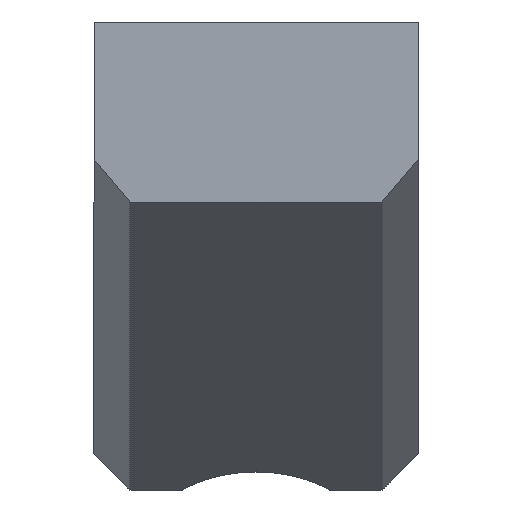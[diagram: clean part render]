
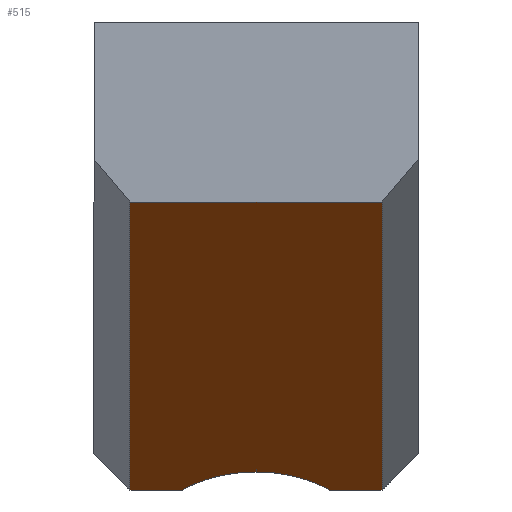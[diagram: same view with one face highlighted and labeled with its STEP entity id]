
A CAD part, left-side view. The second image highlights one B-rep face of the part: STEP entity #515.
In plain terms, the highlighted planar face has unit normal (-0.53, 0, -0.848).
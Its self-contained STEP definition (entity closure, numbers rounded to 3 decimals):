
#7 = VERTEX_POINT ( 'NONE', #1192 ) ;
#15 = CARTESIAN_POINT ( 'NONE',  ( -3., 0., -7.5 ) ) ;
#39 = CARTESIAN_POINT ( 'NONE',  ( -2.72, -1.478, -7.675 ) ) ;
#77 = ORIENTED_EDGE ( 'NONE', *, *, #1212, .F. ) ;
#137 = LINE ( 'NONE', #1060, #1824 ) ;
#154 = PLANE ( 'NONE',  #791 ) ;
#167 = CARTESIAN_POINT ( 'NONE',  ( -3., 0., -7.5 ) ) ;
#224 = CARTESIAN_POINT ( 'NONE',  ( -2.2, -2.04, -8. ) ) ;
#483 = VECTOR ( 'NONE', #1952, 1000. ) ;
#501 = VERTEX_POINT ( 'NONE', #1301 ) ;
#515 = ADVANCED_FACE ( 'NONE', ( #1184 ), #154, .T. ) ;
#528 = CARTESIAN_POINT ( 'NONE',  ( -2.2, 2.04, -8. ) ) ;
#556 = CARTESIAN_POINT ( 'NONE',  ( -3., -0.766, -7.5 ) ) ;
#566 =( BOUNDED_CURVE ( )  B_SPLINE_CURVE ( 3, ( #167, #1491, #2412, #528 ),
 .UNSPECIFIED., .F., .F. ) 
 B_SPLINE_CURVE_WITH_KNOTS ( ( 4, 4 ),
 ( 3.142, 3.889 ),
 .UNSPECIFIED. ) 
 CURVE ( )  GEOMETRIC_REPRESENTATION_ITEM ( )  RATIONAL_B_SPLINE_CURVE ( ( 1., 0.954, 0.954, 1. ) ) 
 REPRESENTATION_ITEM ( '' )  );
#747 = LINE ( 'NONE', #1909, #1050 ) ;
#791 = AXIS2_PLACEMENT_3D ( 'NONE', #1109, #1507, #1903 ) ;
#849 = VERTEX_POINT ( 'NONE', #1610 ) ;
#872 = CARTESIAN_POINT ( 'NONE',  ( -2.2, 4.5, -8. ) ) ;
#894 = CARTESIAN_POINT ( 'NONE',  ( -15., -3.5, 0. ) ) ;
#953 = DIRECTION ( 'NONE',  ( 0., -1., 0. ) ) ;
#991 = LINE ( 'NONE', #1766, #483 ) ;
#1003 = EDGE_CURVE ( 'NONE', #1452, #1231, #2199, .T. ) ;
#1016 = EDGE_CURVE ( 'NONE', #7, #1923, #137, .T. ) ;
#1050 = VECTOR ( 'NONE', #953, 1000. ) ;
#1060 = CARTESIAN_POINT ( 'NONE',  ( -2.2, 3.5, -8. ) ) ;
#1078 = DIRECTION ( 'NONE',  ( 0., -1., 0. ) ) ;
#1109 = CARTESIAN_POINT ( 'NONE',  ( -15., 4.5, 0. ) ) ;
#1131 = EDGE_LOOP ( 'NONE', ( #2305, #1401, #2154, #1198, #1568, #1626, #77 ) ) ;
#1135 = EDGE_CURVE ( 'NONE', #1231, #849, #1822, .T. ) ;
#1184 = FACE_OUTER_BOUND ( 'NONE', #1131, .T. ) ;
#1192 = CARTESIAN_POINT ( 'NONE',  ( -15., 3.5, 0. ) ) ;
#1198 = ORIENTED_EDGE ( 'NONE', *, *, #1316, .F. ) ;
#1212 = EDGE_CURVE ( 'NONE', #2059, #501, #566, .T. ) ;
#1215 = VECTOR ( 'NONE', #1496, 1000. ) ;
#1231 = VERTEX_POINT ( 'NONE', #1687 ) ;
#1301 = CARTESIAN_POINT ( 'NONE',  ( -2.2, 2.04, -8. ) ) ;
#1316 = EDGE_CURVE ( 'NONE', #7, #849, #747, .T. ) ;
#1391 = EDGE_CURVE ( 'NONE', #1923, #501, #991, .T. ) ;
#1400 = CARTESIAN_POINT ( 'NONE',  ( -2.2, -2.04, -8. ) ) ;
#1401 = ORIENTED_EDGE ( 'NONE', *, *, #1003, .T. ) ;
#1452 = VERTEX_POINT ( 'NONE', #1400 ) ;
#1491 = CARTESIAN_POINT ( 'NONE',  ( -3., 0.766, -7.5 ) ) ;
#1496 = DIRECTION ( 'NONE',  ( -0.848, 0., 0.53 ) ) ;
#1507 = DIRECTION ( 'NONE',  ( -0.53, 0., -0.848 ) ) ;
#1568 = ORIENTED_EDGE ( 'NONE', *, *, #1016, .T. ) ;
#1580 = CARTESIAN_POINT ( 'NONE',  ( -2.2, 3.5, -8. ) ) ;
#1610 = CARTESIAN_POINT ( 'NONE',  ( -15., -3.5, 0. ) ) ;
#1626 = ORIENTED_EDGE ( 'NONE', *, *, #1391, .T. ) ;
#1686 =( BOUNDED_CURVE ( )  B_SPLINE_CURVE ( 3, ( #224, #39, #556, #15 ),
 .UNSPECIFIED., .F., .T. ) 
 B_SPLINE_CURVE_WITH_KNOTS ( ( 4, 4 ),
 ( 2.394, 3.142 ),
 .UNSPECIFIED. ) 
 CURVE ( )  GEOMETRIC_REPRESENTATION_ITEM ( )  RATIONAL_B_SPLINE_CURVE ( ( 1., 0.954, 0.954, 1. ) ) 
 REPRESENTATION_ITEM ( '' )  );
#1687 = CARTESIAN_POINT ( 'NONE',  ( -2.2, -3.5, -8. ) ) ;
#1766 = CARTESIAN_POINT ( 'NONE',  ( -2.2, 4.5, -8. ) ) ;
#1814 = DIRECTION ( 'NONE',  ( 0.848, 0., -0.53 ) ) ;
#1822 = LINE ( 'NONE', #894, #1215 ) ;
#1824 = VECTOR ( 'NONE', #1814, 1000. ) ;
#1846 = VECTOR ( 'NONE', #1078, 1000. ) ;
#1903 = DIRECTION ( 'NONE',  ( -0.848, 0., 0.53 ) ) ;
#1909 = CARTESIAN_POINT ( 'NONE',  ( -15., -4.5, 0. ) ) ;
#1923 = VERTEX_POINT ( 'NONE', #1580 ) ;
#1952 = DIRECTION ( 'NONE',  ( 0., -1., 0. ) ) ;
#2045 = CARTESIAN_POINT ( 'NONE',  ( -3., 0., -7.5 ) ) ;
#2059 = VERTEX_POINT ( 'NONE', #2045 ) ;
#2154 = ORIENTED_EDGE ( 'NONE', *, *, #1135, .T. ) ;
#2199 = LINE ( 'NONE', #872, #1846 ) ;
#2222 = EDGE_CURVE ( 'NONE', #1452, #2059, #1686, .T. ) ;
#2305 = ORIENTED_EDGE ( 'NONE', *, *, #2222, .F. ) ;
#2412 = CARTESIAN_POINT ( 'NONE',  ( -2.72, 1.478, -7.675 ) ) ;
